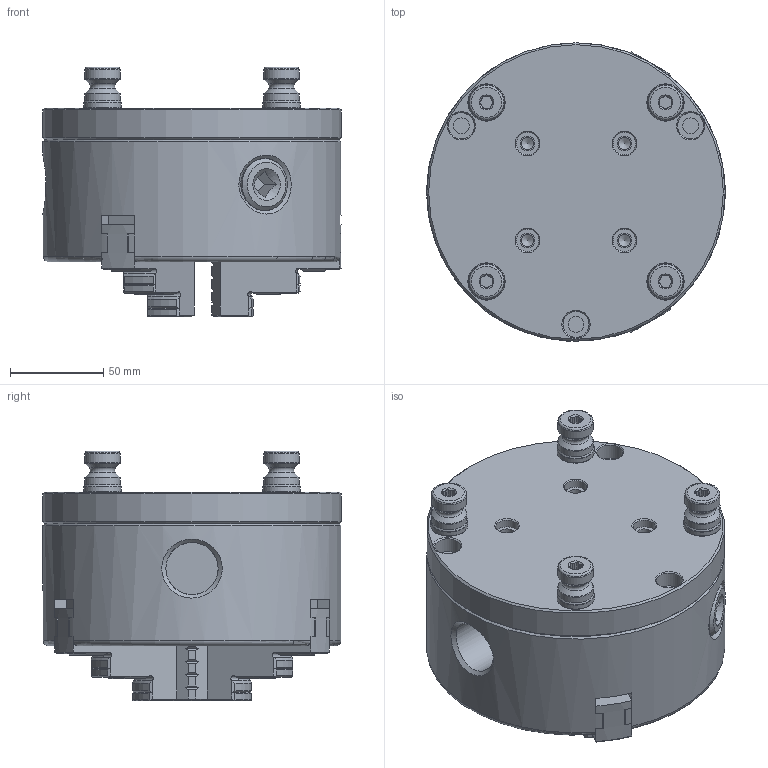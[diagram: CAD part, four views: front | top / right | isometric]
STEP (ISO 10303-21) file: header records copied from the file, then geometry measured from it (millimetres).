
FILE_DESCRIPTION(/* description */ (''),/* implementation_level */ '2;1');
FILE_NAME(/* name */ '',/* time_stamp */ '2025-01-04T18:53:25+08:00',/* author */ (''),/* organization */ (''),/* preprocessor_version */ 'ST-DEVELOPER v11',/* originating_system */ 'SIEMENS PLM Software NX 7.0',/* authorisation */ '');
FILE_SCHEMA (('CONFIG_CONTROL_DESIGN'));
Length unit declared in the file: millimetre
Products named in the file (1): AdmiB736i1qz
Bounding box: 160 x 160 x 134 mm (x, y, z)
Volume: 1588564.5 mm3; surface area: 203188.8 mm2
Topology: 11 solids, 11 shells, 565 faces, 1460 edges, 955 vertices
Faces by surface type: plane 311, cylinder 102, cone 101, torus 48, bspline 3
Full cylindrical faces by diameter (mm): 6.7 x4, 8 x4, 8.5 x11, 10 x8, 12 x4, 14 x3, 16 x4, 19 x8, 20 x4, 28 x5, 45 x1, 100 x1, 130 x2, 160 x2
Entity records: 17619 total; most frequent: CARTESIAN_POINT 5056, DIRECTION 2462, ORIENTED_EDGE 2432, EDGE_CURVE 1216, AXIS2_PLACEMENT_3D 914, VERTEX_POINT 887, EDGE_LOOP 771, LINE 634
